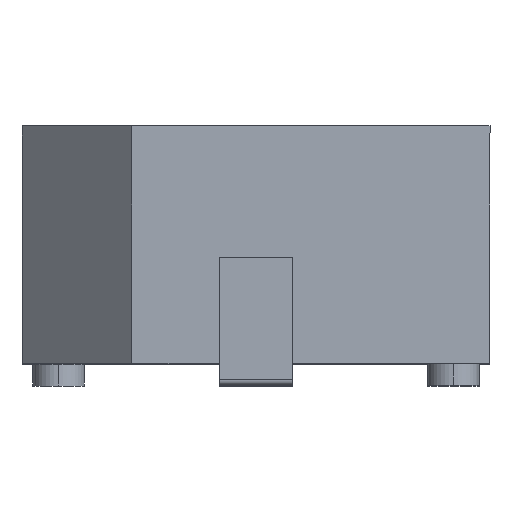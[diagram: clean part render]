
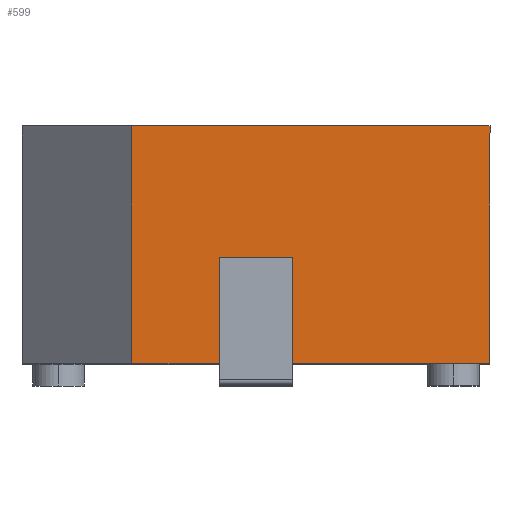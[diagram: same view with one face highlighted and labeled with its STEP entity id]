
A CAD part, top view. The second image highlights one B-rep face of the part: STEP entity #599.
In plain terms, the highlighted planar face has unit normal (0, 0, 1).
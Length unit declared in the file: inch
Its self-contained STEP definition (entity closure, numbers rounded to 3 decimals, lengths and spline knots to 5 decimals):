
#3 = CARTESIAN_POINT ( 'NONE',  ( -0.13386, 0.25591, 0.25197 ) ) ;
#13 = LINE ( 'NONE', #1117, #1920 ) ;
#16 = VERTEX_POINT ( 'NONE', #2168 ) ;
#20 = EDGE_CURVE ( 'NONE', #2239, #68, #176, .T. ) ;
#38 = LINE ( 'NONE', #1831, #2351 ) ;
#68 = VERTEX_POINT ( 'NONE', #1848 ) ;
#152 = ORIENTED_EDGE ( 'NONE', *, *, #2016, .T. ) ;
#176 = LINE ( 'NONE', #381, #776 ) ;
#197 = DIRECTION ( 'NONE',  ( -1., 0., 0. ) ) ;
#296 = CARTESIAN_POINT ( 'NONE',  ( 0.25197, 0.25591, 0.25197 ) ) ;
#304 = CARTESIAN_POINT ( 'NONE',  ( -0.03937, 0., 0.25197 ) ) ;
#381 = CARTESIAN_POINT ( 'NONE',  ( -0.13386, 0., 0.25197 ) ) ;
#426 = CARTESIAN_POINT ( 'NONE',  ( 0.25197, 0.25591, 0.25197 ) ) ;
#443 = LINE ( 'NONE', #2226, #1012 ) ;
#599 = ADVANCED_FACE ( 'NONE', ( #1281 ), #1619, .F. ) ;
#670 = VECTOR ( 'NONE', #1679, 39.37008 ) ;
#735 = ORIENTED_EDGE ( 'NONE', *, *, #20, .F. ) ;
#776 = VECTOR ( 'NONE', #1110, 39.37008 ) ;
#785 = VECTOR ( 'NONE', #1869, 39.37008 ) ;
#801 = EDGE_CURVE ( 'NONE', #16, #1924, #13, .T. ) ;
#890 = CARTESIAN_POINT ( 'NONE',  ( -0.13386, 0.25591, 0.25197 ) ) ;
#918 = CARTESIAN_POINT ( 'NONE',  ( 0., 0.25591, 0.25197 ) ) ;
#1012 = VECTOR ( 'NONE', #1868, 39.37008 ) ;
#1110 = DIRECTION ( 'NONE',  ( -1., 0., 0. ) ) ;
#1117 = CARTESIAN_POINT ( 'NONE',  ( -0.13386, 0.25591, 0.25197 ) ) ;
#1135 = VERTEX_POINT ( 'NONE', #296 ) ;
#1281 = FACE_OUTER_BOUND ( 'NONE', #1988, .T. ) ;
#1304 = ORIENTED_EDGE ( 'NONE', *, *, #2245, .F. ) ;
#1329 = ORIENTED_EDGE ( 'NONE', *, *, #801, .F. ) ;
#1366 = EDGE_CURVE ( 'NONE', #1458, #16, #443, .T. ) ;
#1418 = AXIS2_PLACEMENT_3D ( 'NONE', #890, #1444, #2001 ) ;
#1444 = DIRECTION ( 'NONE',  ( 0., 0., -1. ) ) ;
#1458 = VERTEX_POINT ( 'NONE', #304 ) ;
#1513 = LINE ( 'NONE', #918, #785 ) ;
#1540 = ORIENTED_EDGE ( 'NONE', *, *, #1366, .F. ) ;
#1619 = PLANE ( 'NONE',  #1418 ) ;
#1679 = DIRECTION ( 'NONE',  ( 0., 1., 0. ) ) ;
#1819 = CARTESIAN_POINT ( 'NONE',  ( 0.25197, 0., 0.25197 ) ) ;
#1831 = CARTESIAN_POINT ( 'NONE',  ( -0.13386, 0., 0.25197 ) ) ;
#1848 = CARTESIAN_POINT ( 'NONE',  ( 0.03937, 0., 0.25197 ) ) ;
#1868 = DIRECTION ( 'NONE',  ( -1., 0., 0. ) ) ;
#1869 = DIRECTION ( 'NONE',  ( 1., 0., 0. ) ) ;
#1920 = VECTOR ( 'NONE', #2357, 39.37008 ) ;
#1924 = VERTEX_POINT ( 'NONE', #3 ) ;
#1988 = EDGE_LOOP ( 'NONE', ( #2211, #735, #152, #1304, #1329, #1540 ) ) ;
#2001 = DIRECTION ( 'NONE',  ( 1., 0., 0. ) ) ;
#2016 = EDGE_CURVE ( 'NONE', #2239, #1135, #2059, .T. ) ;
#2059 = LINE ( 'NONE', #426, #670 ) ;
#2168 = CARTESIAN_POINT ( 'NONE',  ( -0.13386, 0., 0.25197 ) ) ;
#2211 = ORIENTED_EDGE ( 'NONE', *, *, #2299, .F. ) ;
#2226 = CARTESIAN_POINT ( 'NONE',  ( -0.13386, 0., 0.25197 ) ) ;
#2239 = VERTEX_POINT ( 'NONE', #1819 ) ;
#2245 = EDGE_CURVE ( 'NONE', #1924, #1135, #1513, .T. ) ;
#2299 = EDGE_CURVE ( 'NONE', #68, #1458, #38, .T. ) ;
#2351 = VECTOR ( 'NONE', #197, 39.37008 ) ;
#2357 = DIRECTION ( 'NONE',  ( 0., 1., 0. ) ) ;
